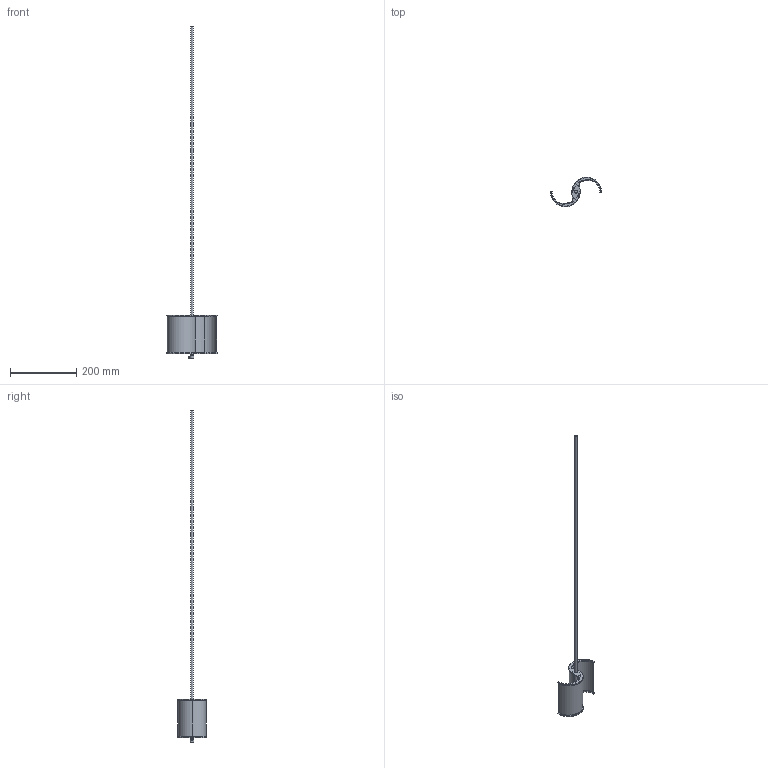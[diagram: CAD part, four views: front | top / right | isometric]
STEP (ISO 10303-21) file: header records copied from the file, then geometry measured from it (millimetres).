
FILE_DESCRIPTION(/* description */ (''),/* implementation_level */ '2;1');
FILE_NAME(/* name */ 'Savonius Turbine.step',/* time_stamp */ '2025-05-03T19:12:48-05:00',/* author */ (''),/* organization */ (''),/* preprocessor_version */ 'ST-DEVELOPER v20.1',/* originating_system */ 'Autodesk Translation Framework v14.4.0.0',/* authorisation */ '');
FILE_SCHEMA (('AUTOMOTIVE_DESIGN { 1 0 10303 214 3 1 1 }'));
Length unit declared in the file: millimetre
Products named in the file (5): (Unsaved); Savonius Turbine; Mini-Top; Shaft; Shaft grippy thing
Assembly tree (4 placements, depth 3):
  (Unsaved)
    Savonius Turbine
      Mini-Top
    Shaft
      Shaft grippy thing
Bounding box: 153.91 x 89.18 x 1000 mm (x, y, z)
Volume: 175952.9 mm3; surface area: 99716.7 mm2
Topology: 4 solids, 4 shells, 97 faces, 234 edges, 148 vertices
Faces by surface type: plane 47, cylinder 28, bspline 12, cone 10
Full cylindrical faces by diameter (mm): 3 x4, 3.1 x2, 8 x2, 8.5 x2, 8.6 x1
Entity records: 3321 total; most frequent: CARTESIAN_POINT 962, ORIENTED_EDGE 468, DIRECTION 454, EDGE_CURVE 234, AXIS2_PLACEMENT_3D 166, VERTEX_POINT 148, LINE 122, VECTOR 122
